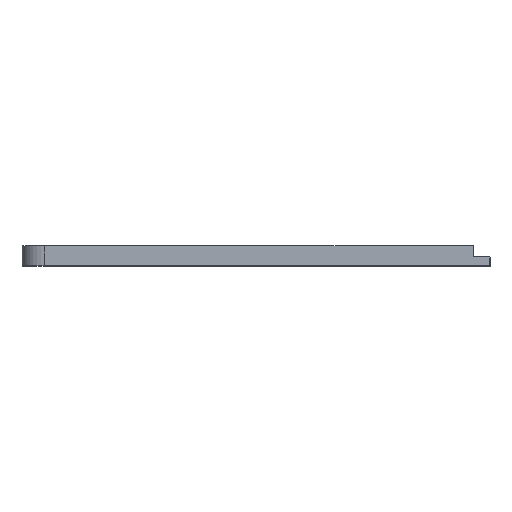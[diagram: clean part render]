
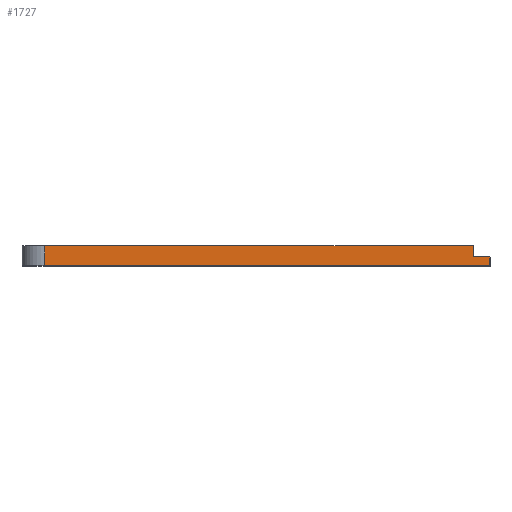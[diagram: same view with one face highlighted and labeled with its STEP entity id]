
A CAD part, top view. The second image highlights one B-rep face of the part: STEP entity #1727.
In plain terms, the highlighted planar face has unit normal (0, 0, 1).
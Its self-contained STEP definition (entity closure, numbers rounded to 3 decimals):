
#96=PLANE('',#1922);
#187=FACE_OUTER_BOUND('',#314,.T.);
#314=EDGE_LOOP('',(#1540,#1541,#1542,#1543,#1544,#1545));
#397=LINE('',#2670,#547);
#453=LINE('',#2873,#603);
#458=LINE('',#2887,#608);
#465=LINE('',#2908,#615);
#466=LINE('',#2911,#616);
#467=LINE('',#2912,#617);
#547=VECTOR('',#2142,10.);
#603=VECTOR('',#2378,10.);
#608=VECTOR('',#2391,10.);
#615=VECTOR('',#2412,10.);
#616=VECTOR('',#2415,10.);
#617=VECTOR('',#2416,10.);
#800=VERTEX_POINT('',#2667);
#801=VERTEX_POINT('',#2669);
#858=VERTEX_POINT('',#2872);
#863=VERTEX_POINT('',#2886);
#870=VERTEX_POINT('',#2906);
#871=VERTEX_POINT('',#2910);
#983=EDGE_CURVE('',#800,#801,#397,.T.);
#1083=EDGE_CURVE('',#801,#858,#453,.T.);
#1090=EDGE_CURVE('',#858,#863,#458,.T.);
#1101=EDGE_CURVE('',#870,#863,#465,.T.);
#1102=EDGE_CURVE('',#870,#871,#466,.T.);
#1103=EDGE_CURVE('',#871,#800,#467,.T.);
#1540=ORIENTED_EDGE('',*,*,#1102,.F.);
#1541=ORIENTED_EDGE('',*,*,#1101,.T.);
#1542=ORIENTED_EDGE('',*,*,#1090,.F.);
#1543=ORIENTED_EDGE('',*,*,#1083,.F.);
#1544=ORIENTED_EDGE('',*,*,#983,.F.);
#1545=ORIENTED_EDGE('',*,*,#1103,.F.);
#1727=ADVANCED_FACE('',(#187),#96,.T.);
#1922=AXIS2_PLACEMENT_3D('',#2909,#2413,#2414);
#2142=DIRECTION('',(1.,0.,0.));
#2378=DIRECTION('',(0.,-1.,0.));
#2391=DIRECTION('',(-1.,0.,0.));
#2412=DIRECTION('',(0.,-1.,0.));
#2413=DIRECTION('center_axis',(0.,0.,1.));
#2414=DIRECTION('ref_axis',(-1.,0.,0.));
#2415=DIRECTION('',(1.,0.,0.));
#2416=DIRECTION('',(0.,-1.,0.));
#2667=CARTESIAN_POINT('',(157.366,-2.4,3.023));
#2669=CARTESIAN_POINT('',(163.366,-2.4,3.023));
#2670=CARTESIAN_POINT('',(121.438,-2.4,3.023));
#2872=CARTESIAN_POINT('',(163.366,-5.4,3.023));
#2873=CARTESIAN_POINT('',(163.366,-2.4,3.023));
#2886=CARTESIAN_POINT('',(3.729,-5.4,3.023));
#2887=CARTESIAN_POINT('',(121.438,-5.4,3.023));
#2906=CARTESIAN_POINT('',(3.729,1.6,3.023));
#2908=CARTESIAN_POINT('',(3.729,1.6,3.023));
#2909=CARTESIAN_POINT('Origin',(157.366,1.6,3.023));
#2910=CARTESIAN_POINT('',(157.366,1.6,3.023));
#2911=CARTESIAN_POINT('',(40.119,1.6,3.023));
#2912=CARTESIAN_POINT('',(157.366,1.6,3.023));
